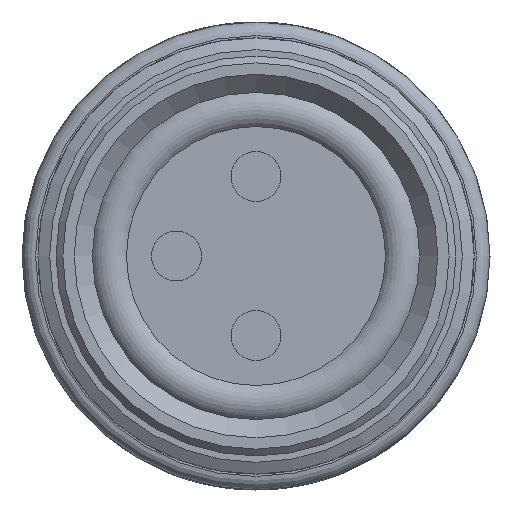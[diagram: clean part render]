
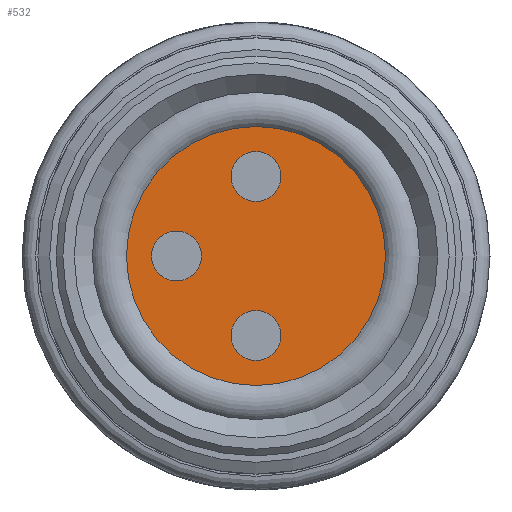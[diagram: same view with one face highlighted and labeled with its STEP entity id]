
A CAD part, left-side view. The second image highlights one B-rep face of the part: STEP entity #532.
In plain terms, the highlighted planar face has unit normal (-1, 0, 0).
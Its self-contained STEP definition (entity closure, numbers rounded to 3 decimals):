
#409=PLANE('',#2088);
#532=ADVANCED_FACE('',(#608,#609,#610,#611),#409,.F.);
#608=FACE_BOUND('',#764,.T.);
#609=FACE_BOUND('',#765,.T.);
#610=FACE_BOUND('',#766,.T.);
#611=FACE_BOUND('',#767,.T.);
#764=EDGE_LOOP('',(#1280));
#765=EDGE_LOOP('',(#1281));
#766=EDGE_LOOP('',(#1282));
#767=EDGE_LOOP('',(#1283));
#1280=ORIENTED_EDGE('',*,*,#1712,.F.);
#1281=ORIENTED_EDGE('',*,*,#1715,.F.);
#1282=ORIENTED_EDGE('',*,*,#1714,.F.);
#1283=ORIENTED_EDGE('',*,*,#1716,.F.);
#1454=VERTEX_POINT('',#5455);
#1456=VERTEX_POINT('',#5460);
#1457=VERTEX_POINT('',#5463);
#1458=VERTEX_POINT('',#5465);
#1712=EDGE_CURVE('',#1454,#1454,#1850,.T.);
#1714=EDGE_CURVE('',#1456,#1456,#1852,.T.);
#1715=EDGE_CURVE('',#1457,#1457,#1853,.T.);
#1716=EDGE_CURVE('',#1458,#1458,#1854,.T.);
#1850=CIRCLE('',#2081,0.55);
#1852=CIRCLE('',#2084,0.55);
#1853=CIRCLE('',#2086,0.55);
#1854=CIRCLE('',#2087,2.85);
#2081=AXIS2_PLACEMENT_3D('',#5454,#2599,#2600);
#2084=AXIS2_PLACEMENT_3D('',#5459,#2605,#2606);
#2086=AXIS2_PLACEMENT_3D('',#5462,#2609,#2610);
#2087=AXIS2_PLACEMENT_3D('',#5464,#2611,#2612);
#2088=AXIS2_PLACEMENT_3D('',#5466,#2613,#2614);
#2599=DIRECTION('',(-1.,0.,0.));
#2600=DIRECTION('',(0.,0.,1.));
#2605=DIRECTION('',(-1.,0.,0.));
#2606=DIRECTION('',(0.,0.,1.));
#2609=DIRECTION('',(-1.,0.,0.));
#2610=DIRECTION('',(0.,0.,1.));
#2611=DIRECTION('',(1.,0.,0.));
#2612=DIRECTION('',(0.,1.,0.));
#2613=DIRECTION('',(1.,0.,0.));
#2614=DIRECTION('',(0.,1.,0.));
#5454=CARTESIAN_POINT('',(42.8,50.,1.75));
#5455=CARTESIAN_POINT('',(42.8,50.,2.3));
#5459=CARTESIAN_POINT('',(42.8,50.,-1.75));
#5460=CARTESIAN_POINT('',(42.8,50.,-1.2));
#5462=CARTESIAN_POINT('',(42.8,51.75,0.));
#5463=CARTESIAN_POINT('',(42.8,51.75,0.55));
#5464=CARTESIAN_POINT('',(42.8,50.,0.));
#5465=CARTESIAN_POINT('',(42.8,52.85,0.));
#5466=CARTESIAN_POINT('',(42.8,50.,0.));
